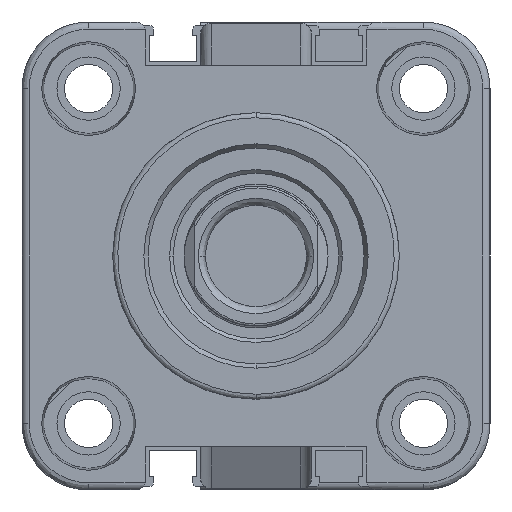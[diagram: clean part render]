
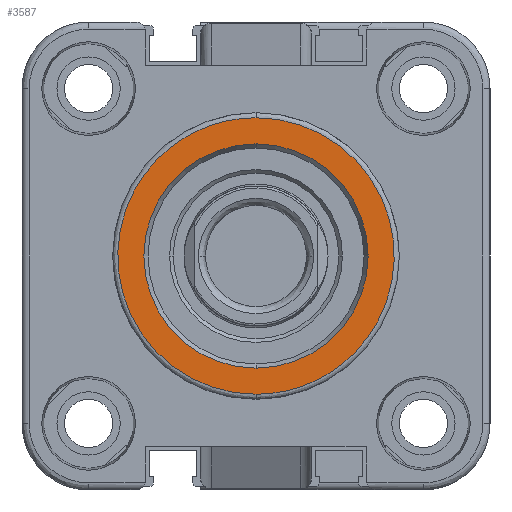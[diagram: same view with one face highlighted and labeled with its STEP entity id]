
A CAD part, front view. The second image highlights one B-rep face of the part: STEP entity #3587.
In plain terms, the highlighted face is planar.
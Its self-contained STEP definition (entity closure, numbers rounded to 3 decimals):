
#304 = ORIENTED_EDGE ( 'NONE', *, *, #5801, .F. ) ;
#683 = EDGE_CURVE ( 'NONE', #7126, #1833, #2972, .T. ) ;
#954 = CIRCLE ( 'NONE', #10784, 15.577 ) ;
#1304 = DIRECTION ( 'NONE',  ( 0., 0., -1. ) ) ;
#1381 = PLANE ( 'NONE',  #3066 ) ;
#1590 = CARTESIAN_POINT ( 'NONE',  ( 274.95, 214.438, 272.889 ) ) ;
#1833 = VERTEX_POINT ( 'NONE', #2496 ) ;
#1838 = CARTESIAN_POINT ( 'NONE',  ( 274.95, 214.438, 269.266 ) ) ;
#2108 = CARTESIAN_POINT ( 'NONE',  ( 274.95, 252.838, 269.266 ) ) ;
#2222 = DIRECTION ( 'NONE',  ( 1., 0., 0. ) ) ;
#2480 = DIRECTION ( 'NONE',  ( 1., 0., 0. ) ) ;
#2496 = CARTESIAN_POINT ( 'NONE',  ( 274.95, 214.438, 269.266 ) ) ;
#2972 =( BOUNDED_CURVE ( )  B_SPLINE_CURVE ( 3, ( #10759, #14026, #2108, #13031 ),
 .UNSPECIFIED., .F., .F. ) 
 B_SPLINE_CURVE_WITH_KNOTS ( ( 4, 4 ),
 ( 0., 1. ),
 .UNSPECIFIED. ) 
 CURVE ( )  GEOMETRIC_REPRESENTATION_ITEM ( )  RATIONAL_B_SPLINE_CURVE ( ( 1., 0.333, 0.333, 1. ) ) 
 REPRESENTATION_ITEM ( '' )  );
#3066 = AXIS2_PLACEMENT_3D ( 'NONE', #13308, #7845, #6747 ) ;
#3090 = VERTEX_POINT ( 'NONE', #12447 ) ;
#3129 = VERTEX_POINT ( 'NONE', #1590 ) ;
#3587 = ADVANCED_FACE ( 'NONE', ( #10083, #6273 ), #1381, .F. ) ;
#4792 =( BOUNDED_CURVE ( )  B_SPLINE_CURVE ( 3, ( #1838, #12815, #13048, #5447 ),
 .UNSPECIFIED., .F., .T. ) 
 B_SPLINE_CURVE_WITH_KNOTS ( ( 4, 4 ),
 ( 0., 1. ),
 .UNSPECIFIED. ) 
 CURVE ( )  GEOMETRIC_REPRESENTATION_ITEM ( )  RATIONAL_B_SPLINE_CURVE ( ( 1., 0.333, 0.333, 1. ) ) 
 REPRESENTATION_ITEM ( '' )  );
#5406 = CIRCLE ( 'NONE', #7768, 15.577 ) ;
#5447 = CARTESIAN_POINT ( 'NONE',  ( 274.95, 214.438, 307.666 ) ) ;
#5801 = EDGE_CURVE ( 'NONE', #1833, #7126, #4792, .T. ) ;
#5858 = EDGE_CURVE ( 'NONE', #3129, #3090, #954, .T. ) ;
#5949 = ORIENTED_EDGE ( 'NONE', *, *, #683, .F. ) ;
#6273 = FACE_OUTER_BOUND ( 'NONE', #9734, .T. ) ;
#6747 = DIRECTION ( 'NONE',  ( 0., 0., 1. ) ) ;
#6758 = CARTESIAN_POINT ( 'NONE',  ( 274.95, 214.438, 288.466 ) ) ;
#7126 = VERTEX_POINT ( 'NONE', #10097 ) ;
#7768 = AXIS2_PLACEMENT_3D ( 'NONE', #6758, #2480, #1304 ) ;
#7774 = ORIENTED_EDGE ( 'NONE', *, *, #5858, .F. ) ;
#7845 = DIRECTION ( 'NONE',  ( -1., 0., 0. ) ) ;
#9734 = EDGE_LOOP ( 'NONE', ( #5949, #304 ) ) ;
#10083 = FACE_BOUND ( 'NONE', #12250, .T. ) ;
#10097 = CARTESIAN_POINT ( 'NONE',  ( 274.95, 214.438, 307.666 ) ) ;
#10726 = DIRECTION ( 'NONE',  ( 0., 0., -1. ) ) ;
#10759 = CARTESIAN_POINT ( 'NONE',  ( 274.95, 214.438, 307.666 ) ) ;
#10784 = AXIS2_PLACEMENT_3D ( 'NONE', #11942, #2222, #10726 ) ;
#10813 = EDGE_CURVE ( 'NONE', #3090, #3129, #5406, .T. ) ;
#11942 = CARTESIAN_POINT ( 'NONE',  ( 274.95, 214.438, 288.466 ) ) ;
#12250 = EDGE_LOOP ( 'NONE', ( #7774, #13626 ) ) ;
#12447 = CARTESIAN_POINT ( 'NONE',  ( 274.95, 214.438, 304.043 ) ) ;
#12815 = CARTESIAN_POINT ( 'NONE',  ( 274.95, 176.038, 269.266 ) ) ;
#13031 = CARTESIAN_POINT ( 'NONE',  ( 274.95, 214.438, 269.266 ) ) ;
#13048 = CARTESIAN_POINT ( 'NONE',  ( 274.95, 176.038, 307.666 ) ) ;
#13308 = CARTESIAN_POINT ( 'NONE',  ( 274.95, 234.338, 288.466 ) ) ;
#13626 = ORIENTED_EDGE ( 'NONE', *, *, #10813, .F. ) ;
#14026 = CARTESIAN_POINT ( 'NONE',  ( 274.95, 252.838, 307.666 ) ) ;
